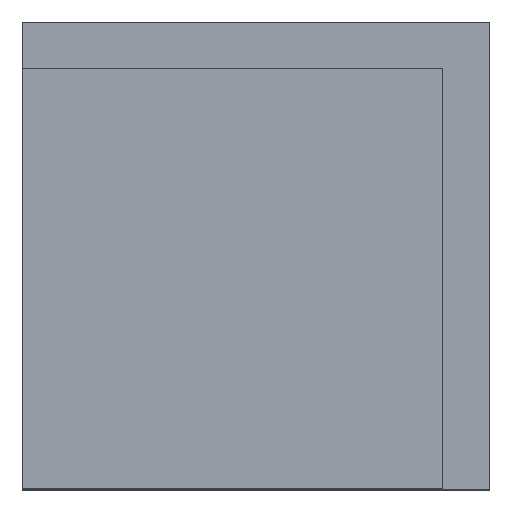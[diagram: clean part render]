
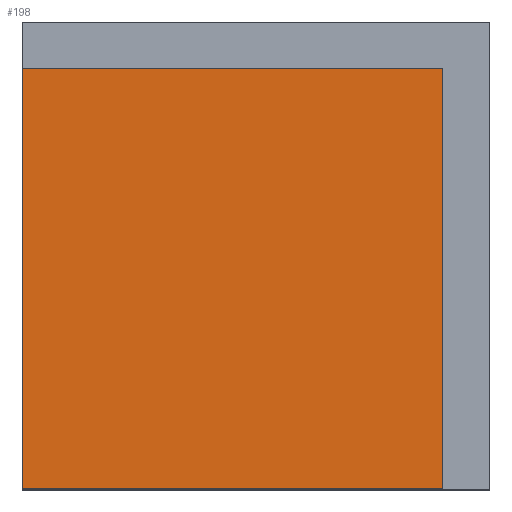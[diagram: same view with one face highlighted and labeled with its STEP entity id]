
A CAD part, top view. The second image highlights one B-rep face of the part: STEP entity #198.
In plain terms, the highlighted free-form (B-spline) face has degree [1, 1] with [2, 2] control points.
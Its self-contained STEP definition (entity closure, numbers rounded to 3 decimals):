
#198 = ADVANCED_FACE('',(#199),#229,.T.);
#199 = FACE_BOUND('',#200,.T.);
#200 = EDGE_LOOP('',(#201,#210,#217,#224));
#201 = ORIENTED_EDGE('',*,*,#202,.F.);
#202 = EDGE_CURVE('',#203,#205,#207,.T.);
#203 = VERTEX_POINT('',#204);
#204 = CARTESIAN_POINT('',(0.,0.,13.));
#205 = VERTEX_POINT('',#206);
#206 = CARTESIAN_POINT('',(0.,9.,13.));
#207 = B_SPLINE_CURVE_WITH_KNOTS('',1,(#208,#209),.UNSPECIFIED.,.F.,.F.,
  (2,2),(0.,1.),.PIECEWISE_BEZIER_KNOTS.);
#208 = CARTESIAN_POINT('',(0.,0.,13.));
#209 = CARTESIAN_POINT('',(0.,9.,13.));
#210 = ORIENTED_EDGE('',*,*,#211,.T.);
#211 = EDGE_CURVE('',#203,#212,#214,.T.);
#212 = VERTEX_POINT('',#213);
#213 = CARTESIAN_POINT('',(9.,0.,13.));
#214 = B_SPLINE_CURVE_WITH_KNOTS('',1,(#215,#216),.UNSPECIFIED.,.F.,.F.,
  (2,2),(0.,1.),.PIECEWISE_BEZIER_KNOTS.);
#215 = CARTESIAN_POINT('',(0.,0.,13.));
#216 = CARTESIAN_POINT('',(9.,0.,13.));
#217 = ORIENTED_EDGE('',*,*,#218,.T.);
#218 = EDGE_CURVE('',#212,#219,#221,.T.);
#219 = VERTEX_POINT('',#220);
#220 = CARTESIAN_POINT('',(9.,9.,13.));
#221 = B_SPLINE_CURVE_WITH_KNOTS('',1,(#222,#223),.UNSPECIFIED.,.F.,.F.,
  (2,2),(0.,1.),.PIECEWISE_BEZIER_KNOTS.);
#222 = CARTESIAN_POINT('',(9.,0.,13.));
#223 = CARTESIAN_POINT('',(9.,9.,13.));
#224 = ORIENTED_EDGE('',*,*,#225,.F.);
#225 = EDGE_CURVE('',#205,#219,#226,.T.);
#226 = B_SPLINE_CURVE_WITH_KNOTS('',1,(#227,#228),.UNSPECIFIED.,.F.,.F.,
  (2,2),(0.,1.),.PIECEWISE_BEZIER_KNOTS.);
#227 = CARTESIAN_POINT('',(0.,9.,13.));
#228 = CARTESIAN_POINT('',(9.,9.,13.));
#229 = B_SPLINE_SURFACE_WITH_KNOTS('',1,1,(
    (#230,#231)
    ,(#232,#233)),.UNSPECIFIED.,.F.,.F.,.F.,(2,2),(2,2),(0.,1.),(0.,1.),
  .PIECEWISE_BEZIER_KNOTS.);
#230 = CARTESIAN_POINT('',(0.,0.,13.));
#231 = CARTESIAN_POINT('',(0.,9.,13.));
#232 = CARTESIAN_POINT('',(9.,0.,13.));
#233 = CARTESIAN_POINT('',(9.,9.,13.));
